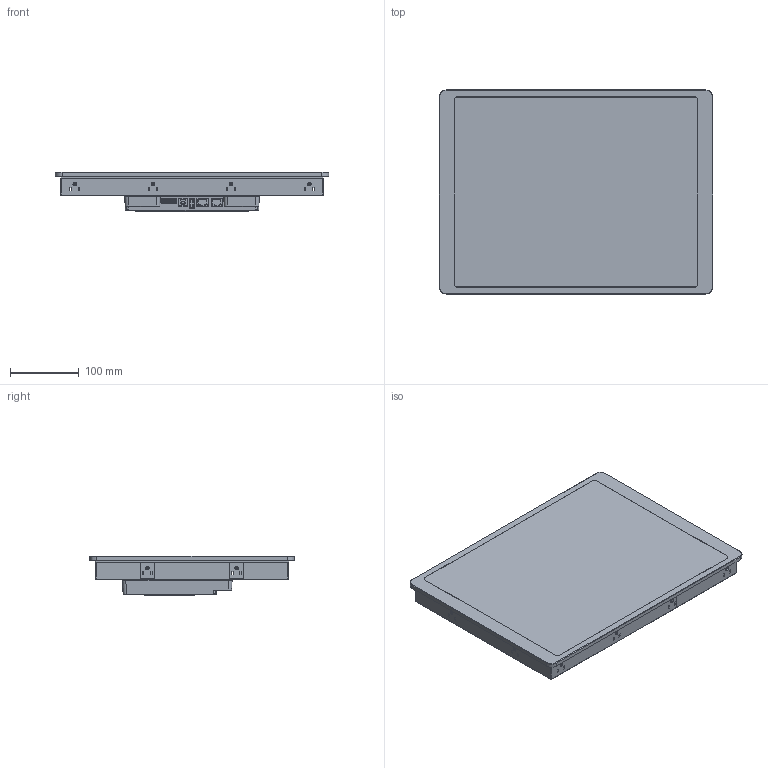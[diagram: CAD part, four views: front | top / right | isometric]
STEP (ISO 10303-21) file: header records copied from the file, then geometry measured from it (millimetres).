
FILE_DESCRIPTION (( 'STEP AP214' ), '1' );
FILE_NAME ('22ST-15.STEP', '2021-04-26T04:57:29', ( '' ), ( '' ), 'SwSTEP 2.0', 'SolidWorks 2020', '' );
FILE_SCHEMA (( 'AUTOMOTIVE_DESIGN' ));
Length unit declared in the file: millimetre
Products named in the file (4): RC; BODY; 22ST-15; TB
Assembly tree (3 placements, depth 2):
  22ST-15
    RC
    TB
    BODY
Bounding box: 399.1 x 297.6 x 57.6 mm (x, y, z)
Volume: 1616708.9 mm3; surface area: 643393.1 mm2
Topology: 3 solids, 4 shells, 2631 faces, 7502 edges, 4886 vertices
Faces by surface type: plane 1719, cylinder 606, cone 141, bspline 115, torus 29, sphere 21
Entity records: 98802 total; most frequent: CARTESIAN_POINT 36175, ORIENTED_EDGE 14986, DIRECTION 10029, EDGE_CURVE 7493, VERTEX_POINT 4886, LINE 3529, VECTOR 3529, AXIS2_PLACEMENT_3D 3250
